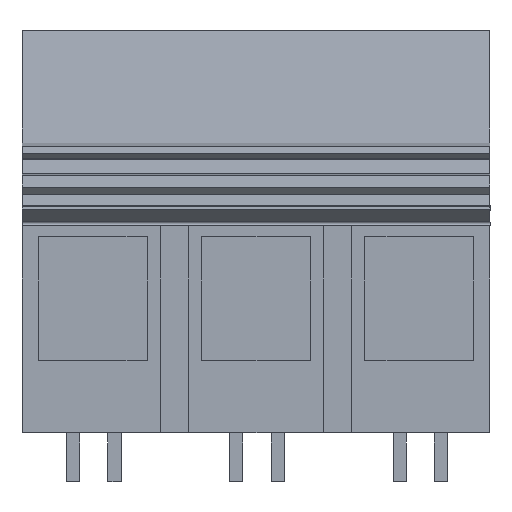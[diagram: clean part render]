
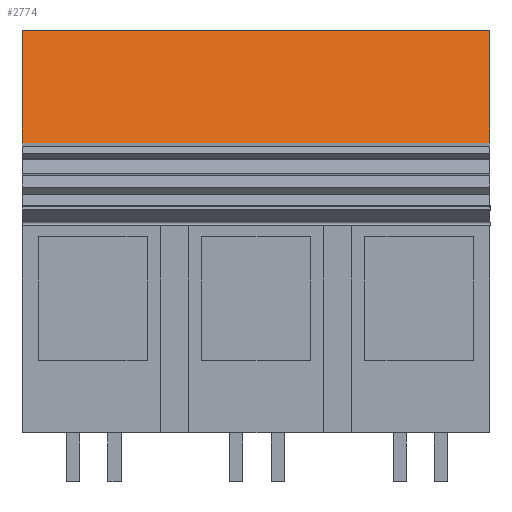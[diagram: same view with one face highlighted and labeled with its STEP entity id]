
A CAD part, front view. The second image highlights one B-rep face of the part: STEP entity #2774.
In plain terms, the highlighted planar face has unit normal (0, -0.985, 0.174).
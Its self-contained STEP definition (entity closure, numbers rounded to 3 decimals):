
#2754=AXIS2_PLACEMENT_3D('Plane Axis2P3D',#2751,#2752,#2753) ;
#1944=CARTESIAN_POINT('Vertex',(0.,8.164,31.099)) ;
#1947=CARTESIAN_POINT('Line Origine',(0.,9.076,36.275)) ;
#1951=CARTESIAN_POINT('Vertex',(0.,9.989,41.45)) ;
#2736=CARTESIAN_POINT('Vertex',(43.,8.164,31.099)) ;
#2739=CARTESIAN_POINT('Line Origine',(21.5,8.164,31.099)) ;
#2751=CARTESIAN_POINT('Axis2P3D Location',(-15.,8.164,31.099)) ;
#2756=CARTESIAN_POINT('Line Origine',(43.,9.076,36.275)) ;
#2760=CARTESIAN_POINT('Vertex',(43.,9.989,41.45)) ;
#2763=CARTESIAN_POINT('Line Origine',(21.5,9.989,41.45)) ;
#1948=DIRECTION('Vector Direction',(0.,0.174,0.985)) ;
#2740=DIRECTION('Vector Direction',(1.,0.,0.)) ;
#2752=DIRECTION('Axis2P3D Direction',(0.,0.985,-0.174)) ;
#2753=DIRECTION('Axis2P3D XDirection',(0.,0.174,0.985)) ;
#2757=DIRECTION('Vector Direction',(0.,0.174,0.985)) ;
#2764=DIRECTION('Vector Direction',(1.,0.,0.)) ;
#1949=VECTOR('Line Direction',#1948,1.) ;
#2741=VECTOR('Line Direction',#2740,1.) ;
#2758=VECTOR('Line Direction',#2757,1.) ;
#2765=VECTOR('Line Direction',#2764,1.) ;
#2769=ORIENTED_EDGE('',*,*,#2743,.T.) ;
#2770=ORIENTED_EDGE('',*,*,#2762,.T.) ;
#2771=ORIENTED_EDGE('',*,*,#2767,.F.) ;
#2772=ORIENTED_EDGE('',*,*,#1953,.F.) ;
#2774=ADVANCED_FACE('HOUSING',(#2773),#2755,.F.) ;
#1953=EDGE_CURVE('',#1945,#1952,#1950,.T.) ;
#2743=EDGE_CURVE('',#1945,#2737,#2742,.T.) ;
#2762=EDGE_CURVE('',#2737,#2761,#2759,.T.) ;
#2767=EDGE_CURVE('',#1952,#2761,#2766,.T.) ;
#2768=EDGE_LOOP('',(#2769,#2770,#2771,#2772)) ;
#2773=FACE_OUTER_BOUND('',#2768,.T.) ;
#1950=LINE('Line',#1947,#1949) ;
#2742=LINE('Line',#2739,#2741) ;
#2759=LINE('Line',#2756,#2758) ;
#2766=LINE('Line',#2763,#2765) ;
#2755=PLANE('',#2754) ;
#1945=VERTEX_POINT('',#1944) ;
#1952=VERTEX_POINT('',#1951) ;
#2737=VERTEX_POINT('',#2736) ;
#2761=VERTEX_POINT('',#2760) ;
